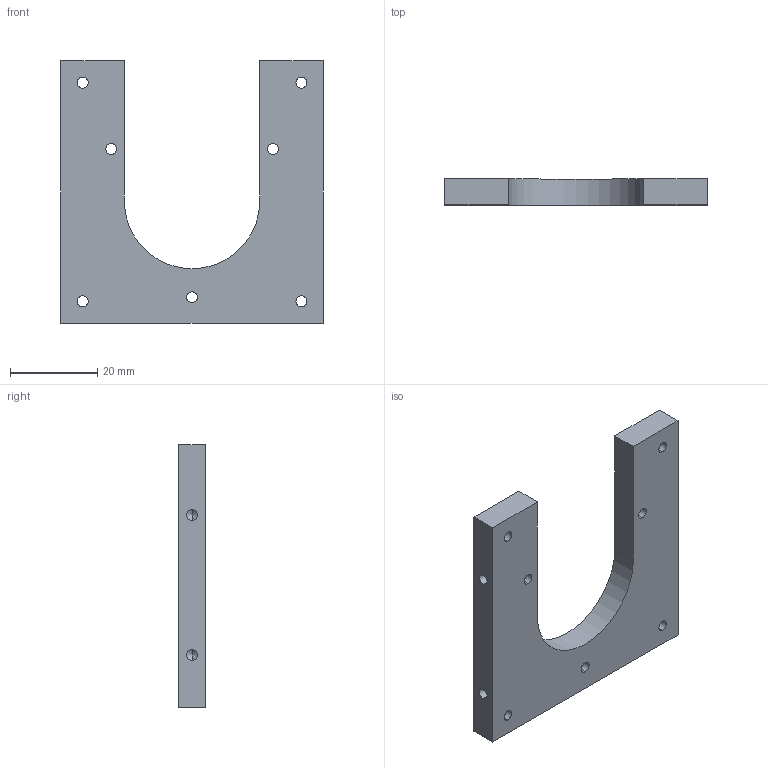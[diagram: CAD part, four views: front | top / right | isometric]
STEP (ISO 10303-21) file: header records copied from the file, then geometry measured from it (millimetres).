
FILE_DESCRIPTION (( 'STEP AP214' ), '1' );
FILE_NAME ('iris-hplate.STEP', '2023-11-12T13:57:54', ( '' ), ( '' ), 'SwSTEP 2.0', 'SolidWorks 2022', '' );
FILE_SCHEMA (( 'AUTOMOTIVE_DESIGN' ));
Length unit declared in the file: millimetre
Products named in the file (1): iris-hplate
Bounding box: 60 x 6 x 60 mm (x, y, z)
Volume: 13014.2 mm3; surface area: 6888.4 mm2
Topology: 1 solids, 1 shells, 40 faces, 106 edges, 64 vertices
Faces by surface type: cylinder 23, plane 9, cone 8
Entity records: 1500 total; most frequent: DIRECTION 226, CARTESIAN_POINT 203, ORIENTED_EDGE 196, EDGE_CURVE 98, AXIS2_PLACEMENT_3D 87, VERTEX_POINT 64, EDGE_LOOP 58, VECTOR 52
